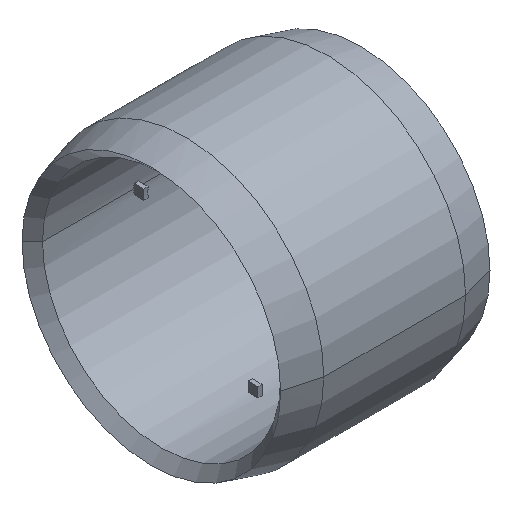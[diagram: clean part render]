
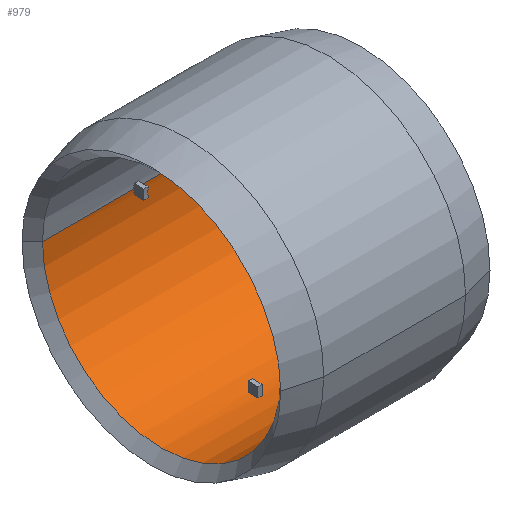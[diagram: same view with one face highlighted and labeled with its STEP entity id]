
A CAD part, isometric view. The second image highlights one B-rep face of the part: STEP entity #979.
In plain terms, the highlighted cylindrical face has radius 140 mm (diameter 280 mm), a partial arc.
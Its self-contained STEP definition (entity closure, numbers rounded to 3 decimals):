
#375 = VERTEX_POINT( '', #1070 );
#389 = EDGE_CURVE( '', #375, #859, #1085, .T. );
#395 = EDGE_CURVE( '', #717, #413, #1091, .T. );
#405 = EDGE_CURVE( '', #421, #375, #1101, .T. );
#413 = VERTEX_POINT( '', #1110 );
#421 = VERTEX_POINT( '', #1118 );
#435 = EDGE_CURVE( '', #859, #1037, #1134, .T. );
#461 = VERTEX_POINT( '', #1162 );
#469 = EDGE_CURVE( '', #789, #881, #1170, .T. );
#473 = EDGE_CURVE( '', #421, #717, #1174, .T. );
#485 = EDGE_CURVE( '', #719, #629, #1188, .T. );
#495 = EDGE_CURVE( '', #773, #945, #1201, .T. );
#501 = EDGE_CURVE( '', #987, #789, #1207, .T. );
#503 = EDGE_CURVE( '', #881, #711, #1209, .T. );
#629 = VERTEX_POINT( '', #1347 );
#657 = EDGE_CURVE( '', #719, #945, #1379, .T. );
#709 = EDGE_CURVE( '', #711, #987, #1438, .T. );
#711 = VERTEX_POINT( '', #1440 );
#717 = VERTEX_POINT( '', #1447 );
#719 = VERTEX_POINT( '', #1449 );
#727 = VERTEX_POINT( '', #1457 );
#773 = VERTEX_POINT( '', #1512 );
#789 = VERTEX_POINT( '', #1531 );
#807 = EDGE_CURVE( '', #629, #461, #1550, .T. );
#809 = EDGE_CURVE( '', #413, #727, #1552, .T. );
#829 = EDGE_CURVE( '', #461, #1037, #1573, .T. );
#859 = VERTEX_POINT( '', #1605 );
#881 = VERTEX_POINT( '', #1631 );
#915 = EDGE_CURVE( '', #773, #727, #1670, .T. );
#945 = VERTEX_POINT( '', #1702 );
#979 = ADVANCED_FACE( '', ( #1740, #1741 ), #1742, .F. );
#987 = VERTEX_POINT( '', #1753 );
#1037 = VERTEX_POINT( '', #1809 );
#1070 = CARTESIAN_POINT( '', ( 109.5, 140., 0. ) );
#1085 = CIRCLE( '', #1932, 140. );
#1091 = LINE( '', #1939, #1940 );
#1101 = LINE( '', #1974, #1975 );
#1110 = CARTESIAN_POINT( '', ( -5., 139.882, -5.75 ) );
#1118 = CARTESIAN_POINT( '', ( 0., 140., 0. ) );
#1134 = LINE( '', #2055, #2056 );
#1162 = CARTESIAN_POINT( '', ( 0., -139.882, -5.75 ) );
#1170 = CIRCLE( '', #2123, 140. );
#1174 = CIRCLE( '', #2129, 140. );
#1188 = CIRCLE( '', #2149, 140. );
#1201 = CIRCLE( '', #2164, 140. );
#1207 = LINE( '', #2174, #2175 );
#1209 = LINE( '', #2178, #2179 );
#1347 = CARTESIAN_POINT( '', ( -5., -139.882, -5.75 ) );
#1379 = LINE( '', #2531, #2532 );
#1438 = CIRCLE( '', #2605, 140. );
#1440 = CARTESIAN_POINT( '', ( -5., -5.75, -139.882 ) );
#1447 = CARTESIAN_POINT( '', ( 0., 139.882, -5.75 ) );
#1449 = CARTESIAN_POINT( '', ( -5., -140., 0. ) );
#1457 = CARTESIAN_POINT( '', ( -5., 140., 0. ) );
#1512 = CARTESIAN_POINT( '', ( -112.5, 140., 0. ) );
#1531 = CARTESIAN_POINT( '', ( 0., 5.75, -139.882 ) );
#1550 = LINE( '', #2776, #2777 );
#1552 = CIRCLE( '', #2780, 140. );
#1573 = CIRCLE( '', #2809, 140. );
#1605 = CARTESIAN_POINT( '', ( 109.5, -140., 0. ) );
#1631 = CARTESIAN_POINT( '', ( 0., -5.75, -139.882 ) );
#1670 = LINE( '', #2983, #2984 );
#1702 = CARTESIAN_POINT( '', ( -112.5, -140., 0. ) );
#1740 = FACE_OUTER_BOUND( '', #3075, .T. );
#1741 = FACE_BOUND( '', #3076, .T. );
#1742 = CYLINDRICAL_SURFACE( '', #3077, 140. );
#1753 = CARTESIAN_POINT( '', ( -5., 5.75, -139.882 ) );
#1809 = CARTESIAN_POINT( '', ( 0., -140., 0. ) );
#1932 = AXIS2_PLACEMENT_3D( '', #3259, #3260, #3261 );
#1939 = CARTESIAN_POINT( '', ( -2.5, 139.882, -5.75 ) );
#1940 = VECTOR( '', #3262, 1. );
#1974 = CARTESIAN_POINT( '', ( -1.5, 140., 0. ) );
#1975 = VECTOR( '', #3268, 1. );
#2055 = CARTESIAN_POINT( '', ( -1.5, -140., 0. ) );
#2056 = VECTOR( '', #3300, 1. );
#2123 = AXIS2_PLACEMENT_3D( '', #3333, #3334, #3335 );
#2129 = AXIS2_PLACEMENT_3D( '', #3339, #3340, #3341 );
#2149 = AXIS2_PLACEMENT_3D( '', #3364, #3365, #3366 );
#2164 = AXIS2_PLACEMENT_3D( '', #3395, #3396, #3397 );
#2174 = CARTESIAN_POINT( '', ( -2.5, 5.75, -139.882 ) );
#2175 = VECTOR( '', #3402, 1. );
#2178 = CARTESIAN_POINT( '', ( -2.5, -5.75, -139.882 ) );
#2179 = VECTOR( '', #3403, 1. );
#2531 = CARTESIAN_POINT( '', ( -1.5, -140., 0. ) );
#2532 = VECTOR( '', #3611, 1. );
#2605 = AXIS2_PLACEMENT_3D( '', #3693, #3694, #3695 );
#2776 = CARTESIAN_POINT( '', ( -2.5, -139.882, -5.75 ) );
#2777 = VECTOR( '', #3832, 1. );
#2780 = AXIS2_PLACEMENT_3D( '', #3833, #3834, #3835 );
#2809 = AXIS2_PLACEMENT_3D( '', #3860, #3861, #3862 );
#2983 = CARTESIAN_POINT( '', ( -1.5, 140., 0. ) );
#2984 = VECTOR( '', #3955, 1. );
#3075 = EDGE_LOOP( '', ( #4041, #4042, #4043, #4044, #4045, #4046, #4047, #4048, #4049, #4050, #4051, #4052 ) );
#3076 = EDGE_LOOP( '', ( #4053, #4054, #4055, #4056 ) );
#3077 = AXIS2_PLACEMENT_3D( '', #4057, #4058, #4059 );
#3259 = CARTESIAN_POINT( '', ( 109.5, 0., 0. ) );
#3260 = DIRECTION( '', ( -1., 0., 0. ) );
#3261 = DIRECTION( '', ( 0., 1., 0. ) );
#3262 = DIRECTION( '', ( -1., 0., 0. ) );
#3268 = DIRECTION( '', ( 1., 0., 0. ) );
#3300 = DIRECTION( '', ( -1., 0., 0. ) );
#3333 = CARTESIAN_POINT( '', ( 0., 0., 0. ) );
#3334 = DIRECTION( '', ( -1., 0., 0. ) );
#3335 = DIRECTION( '', ( 0., 1., 0. ) );
#3339 = CARTESIAN_POINT( '', ( 0., 0., 0. ) );
#3340 = DIRECTION( '', ( -1., 0., 0. ) );
#3341 = DIRECTION( '', ( 0., 1., 0. ) );
#3364 = CARTESIAN_POINT( '', ( -5., 0., 0. ) );
#3365 = DIRECTION( '', ( 1., 0., 0. ) );
#3366 = DIRECTION( '', ( 0., 1., 0. ) );
#3395 = CARTESIAN_POINT( '', ( -112.5, 0., 0. ) );
#3396 = DIRECTION( '', ( -1., 0., 0. ) );
#3397 = DIRECTION( '', ( 0., 1., 0. ) );
#3402 = DIRECTION( '', ( 1., 0., 0. ) );
#3403 = DIRECTION( '', ( -1., 0., 0. ) );
#3611 = DIRECTION( '', ( -1., 0., 0. ) );
#3693 = CARTESIAN_POINT( '', ( -5., 0., 0. ) );
#3694 = DIRECTION( '', ( 1., 0., 0. ) );
#3695 = DIRECTION( '', ( 0., 1., 0. ) );
#3832 = DIRECTION( '', ( 1., 0., 0. ) );
#3833 = CARTESIAN_POINT( '', ( -5., 0., 0. ) );
#3834 = DIRECTION( '', ( 1., 0., 0. ) );
#3835 = DIRECTION( '', ( 0., 1., 0. ) );
#3860 = CARTESIAN_POINT( '', ( 0., 0., 0. ) );
#3861 = DIRECTION( '', ( -1., 0., 0. ) );
#3862 = DIRECTION( '', ( 0., 1., 0. ) );
#3955 = DIRECTION( '', ( 1., 0., 0. ) );
#4041 = ORIENTED_EDGE( '', *, *, #915, .F. );
#4042 = ORIENTED_EDGE( '', *, *, #495, .T. );
#4043 = ORIENTED_EDGE( '', *, *, #657, .F. );
#4044 = ORIENTED_EDGE( '', *, *, #485, .T. );
#4045 = ORIENTED_EDGE( '', *, *, #807, .T. );
#4046 = ORIENTED_EDGE( '', *, *, #829, .T. );
#4047 = ORIENTED_EDGE( '', *, *, #435, .F. );
#4048 = ORIENTED_EDGE( '', *, *, #389, .F. );
#4049 = ORIENTED_EDGE( '', *, *, #405, .F. );
#4050 = ORIENTED_EDGE( '', *, *, #473, .T. );
#4051 = ORIENTED_EDGE( '', *, *, #395, .T. );
#4052 = ORIENTED_EDGE( '', *, *, #809, .T. );
#4053 = ORIENTED_EDGE( '', *, *, #503, .T. );
#4054 = ORIENTED_EDGE( '', *, *, #709, .T. );
#4055 = ORIENTED_EDGE( '', *, *, #501, .T. );
#4056 = ORIENTED_EDGE( '', *, *, #469, .T. );
#4057 = CARTESIAN_POINT( '', ( -1.5, 0., 0. ) );
#4058 = DIRECTION( '', ( 1., 0., 0. ) );
#4059 = DIRECTION( '', ( 0., 1., 0. ) );
